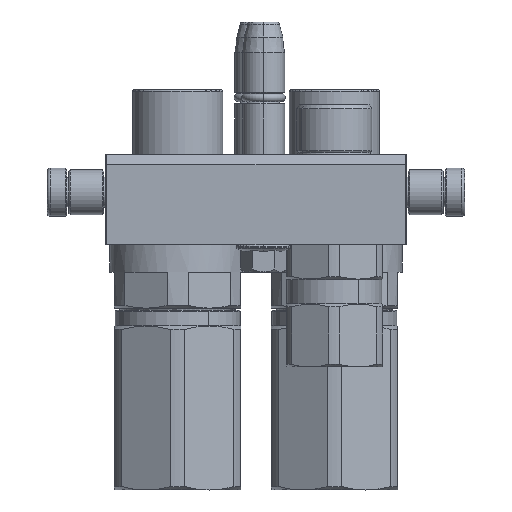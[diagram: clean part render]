
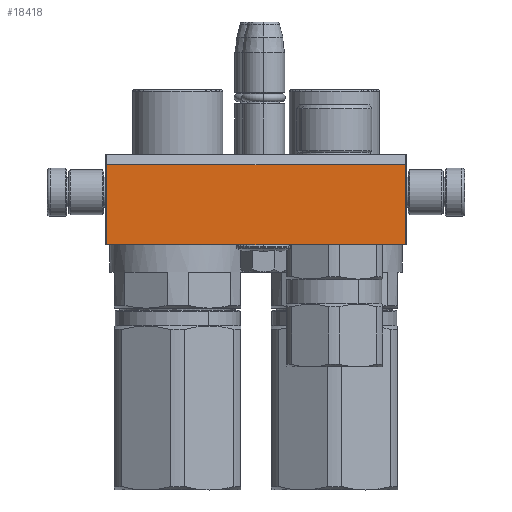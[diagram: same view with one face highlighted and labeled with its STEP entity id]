
A CAD part, left-side view. The second image highlights one B-rep face of the part: STEP entity #18418.
In plain terms, the highlighted face is planar.
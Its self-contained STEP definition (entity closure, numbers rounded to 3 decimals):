
#1056 = LINE ( 'NONE', #32537, #61873 ) ;
#5111 = DIRECTION ( 'NONE',  ( 0., 1., 0. ) ) ;
#5560 = AXIS2_PLACEMENT_3D ( 'NONE', #60382, #16017, #26953 ) ;
#7967 = CARTESIAN_POINT ( 'NONE',  ( -49.5, 11.536, 56. ) ) ;
#8049 = ORIENTED_EDGE ( 'NONE', *, *, #53472, .F. ) ;
#9017 = EDGE_LOOP ( 'NONE', ( #56972, #58677, #8049, #20653 ) ) ;
#9951 = DIRECTION ( 'NONE',  ( 0., 1., 0. ) ) ;
#14531 = CARTESIAN_POINT ( 'NONE',  ( -49.5, 11.536, 56. ) ) ;
#16017 = DIRECTION ( 'NONE',  ( 0., 0., 1. ) ) ;
#16532 = LINE ( 'NONE', #21670, #21775 ) ;
#18418 = ADVANCED_FACE ( 'NONE', ( #41281 ), #27676, .T. ) ;
#20653 = ORIENTED_EDGE ( 'NONE', *, *, #32399, .F. ) ;
#21670 = CARTESIAN_POINT ( 'NONE',  ( -49.5, -15., 56. ) ) ;
#21775 = VECTOR ( 'NONE', #5111, 1000. ) ;
#22902 = CARTESIAN_POINT ( 'NONE',  ( -49.5, -15., 56. ) ) ;
#26953 = DIRECTION ( 'NONE',  ( 1., 0., 0. ) ) ;
#27676 = PLANE ( 'NONE',  #5560 ) ;
#30086 = VERTEX_POINT ( 'NONE', #39280 ) ;
#32202 = VECTOR ( 'NONE', #63753, 1000. ) ;
#32399 = EDGE_CURVE ( 'NONE', #57471, #52066, #16532, .T. ) ;
#32537 = CARTESIAN_POINT ( 'NONE',  ( 49.5, -15., 56. ) ) ;
#36399 = DIRECTION ( 'NONE',  ( 1., 0., 0. ) ) ;
#39280 = CARTESIAN_POINT ( 'NONE',  ( 49.5, 11.536, 56. ) ) ;
#40035 = EDGE_CURVE ( 'NONE', #72082, #30086, #1056, .T. ) ;
#41281 = FACE_OUTER_BOUND ( 'NONE', #9017, .T. ) ;
#43074 = VECTOR ( 'NONE', #36399, 1000. ) ;
#46450 = EDGE_CURVE ( 'NONE', #57471, #72082, #46541, .T. ) ;
#46541 = LINE ( 'NONE', #69139, #43074 ) ;
#52066 = VERTEX_POINT ( 'NONE', #14531 ) ;
#53472 = EDGE_CURVE ( 'NONE', #52066, #30086, #70406, .T. ) ;
#56972 = ORIENTED_EDGE ( 'NONE', *, *, #46450, .T. ) ;
#57471 = VERTEX_POINT ( 'NONE', #22902 ) ;
#58677 = ORIENTED_EDGE ( 'NONE', *, *, #40035, .T. ) ;
#60382 = CARTESIAN_POINT ( 'NONE',  ( -50., -15., 56. ) ) ;
#61873 = VECTOR ( 'NONE', #9951, 1000. ) ;
#63753 = DIRECTION ( 'NONE',  ( 1., 0., 0. ) ) ;
#69139 = CARTESIAN_POINT ( 'NONE',  ( -49.5, -15., 56. ) ) ;
#70038 = CARTESIAN_POINT ( 'NONE',  ( 49.5, -15., 56. ) ) ;
#70406 = LINE ( 'NONE', #7967, #32202 ) ;
#72082 = VERTEX_POINT ( 'NONE', #70038 ) ;
